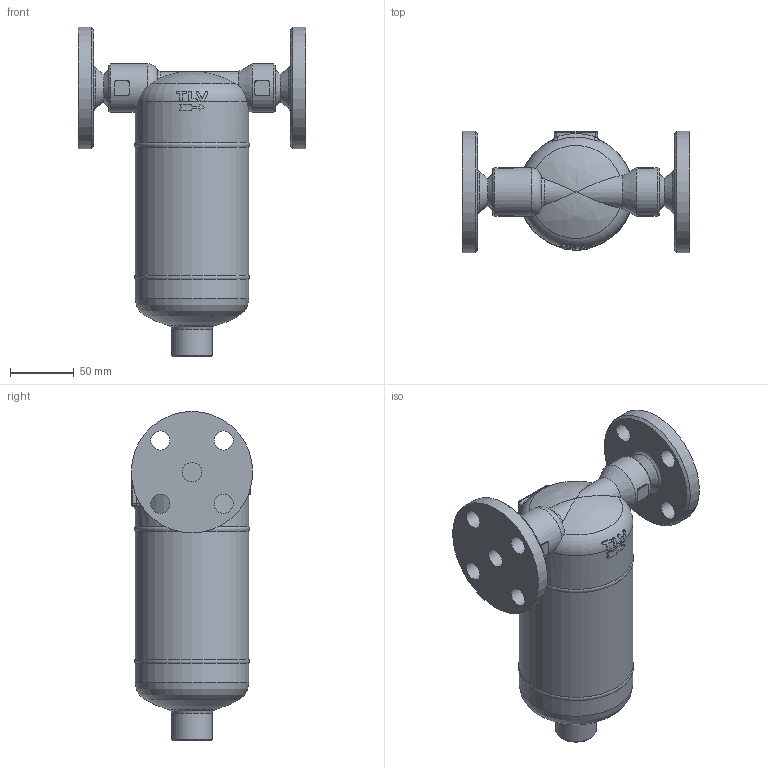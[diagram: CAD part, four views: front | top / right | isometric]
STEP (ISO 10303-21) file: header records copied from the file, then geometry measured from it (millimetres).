
FILE_DESCRIPTION((''),'2;1');
FILE_NAME('dc700-015-jis10-00.stp','2010-10-21T13:59:17',('nakaot'),(''),'Autodesk Inventor 2008','Autodesk Inventor 2008','');
FILE_SCHEMA(('AUTOMOTIVE_DESIGN { 1 0 10303 214 1 1 1 1 }'));
Length unit declared in the file: millimetre
Products named in the file (1): dc700-015-jis10-00
Bounding box: 178 x 95 x 257.5 mm (x, y, z)
Volume: 1387049.8 mm3; surface area: 114855 mm2
Topology: 1 solids, 3 shells, 234 faces, 582 edges, 349 vertices
Faces by surface type: cylinder 80, bspline 69, plane 51, torus 26, cone 7, sphere 1
Full cylindrical faces by diameter (mm): 15 x5, 21.7 x1, 32 x1, 38 x2, 89 x2, 89.1 x1, 95 x1
Entity records: 9519 total; most frequent: CARTESIAN_POINT 4504, ORIENTED_EDGE 1022, DIRECTION 981, EDGE_CURVE 511, AXIS2_PLACEMENT_3D 416, VERTEX_POINT 335, EDGE_LOOP 306, CIRCLE 238
